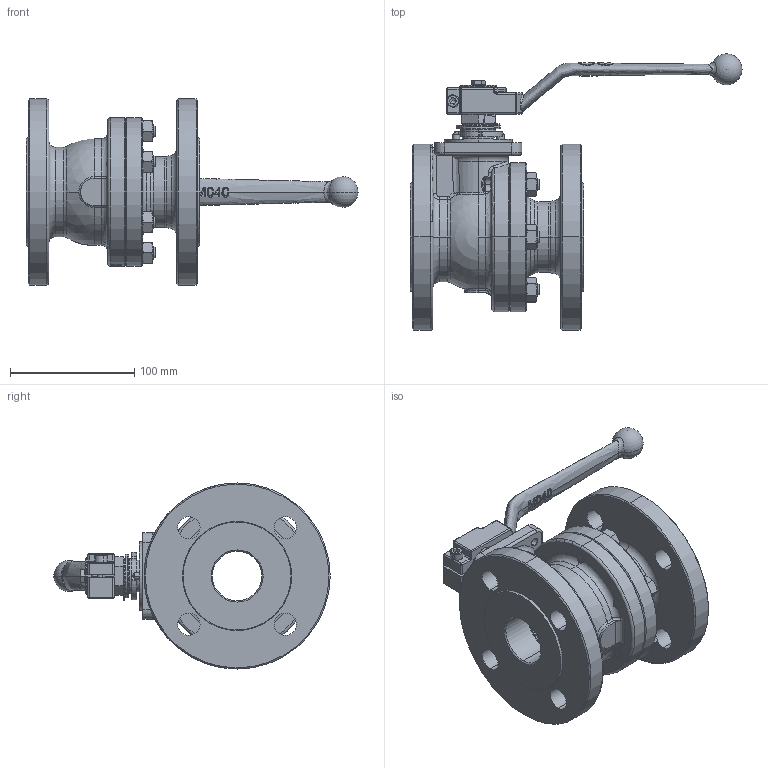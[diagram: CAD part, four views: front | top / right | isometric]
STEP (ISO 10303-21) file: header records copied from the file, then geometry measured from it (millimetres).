
FILE_DESCRIPTION (( 'STEP AP203' ), '1' );
FILE_NAME ('Fig.540 DN-040 TYPE B + WRENCH.STEP', '2021-03-08T13:53:47', ( '' ), ( '' ), 'SwSTEP 2.0', 'SolidWorks 2020', '' );
FILE_SCHEMA (( 'CONFIG_CONTROL_DESIGN' ));
Products named in the file (1): Fig.540 DN-040 TYPE B + WRENCH
Bounding box: 267.5 x 222.68 x 150 mm (x, y, z)
Volume: 1119052.5 mm3; surface area: 235019.2 mm2
Topology: 29 solids, 29 shells, 1113 faces, 2664 edges, 1625 vertices
Faces by surface type: plane 317, cylinder 303, cone 253, bspline 131, torus 69, sphere 40
Entity records: 49324 total; most frequent: CARTESIAN_POINT 24345, ORIENTED_EDGE 5260, DIRECTION 5060, EDGE_CURVE 2630, AXIS2_PLACEMENT_3D 2096, VERTEX_POINT 1621, EDGE_LOOP 1247, ADVANCED_FACE 1113
